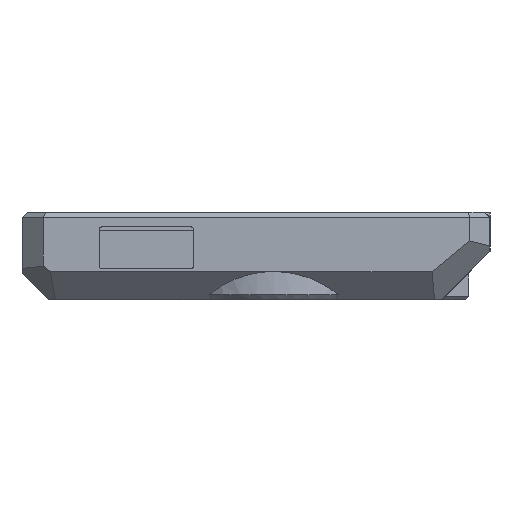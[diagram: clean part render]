
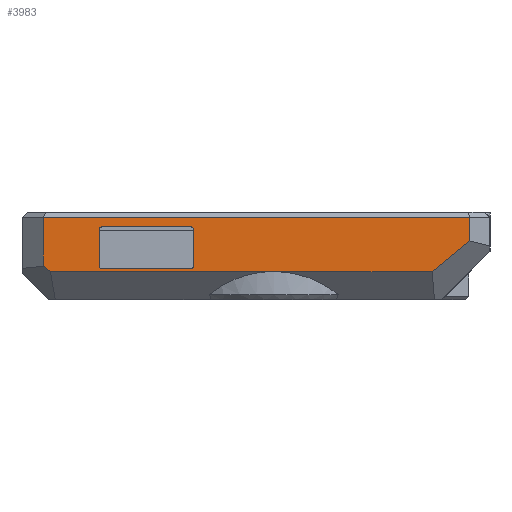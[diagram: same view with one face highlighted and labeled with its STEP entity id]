
A CAD part, left-side view. The second image highlights one B-rep face of the part: STEP entity #3983.
In plain terms, the highlighted planar face has unit normal (-1, 0, 0).
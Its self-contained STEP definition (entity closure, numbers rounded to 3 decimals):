
#58=CIRCLE('',#4203,0.41);
#59=CIRCLE('',#4204,0.41);
#60=CIRCLE('',#4205,0.41);
#61=CIRCLE('',#4206,0.41);
#87=FACE_BOUND('',#560,.T.);
#142=PLANE('',#4202);
#338=FACE_OUTER_BOUND('',#559,.T.);
#559=EDGE_LOOP('',(#3246,#3247,#3248,#3249,#3250,#3251,#3252));
#560=EDGE_LOOP('',(#3253,#3254,#3255,#3256,#3257,#3258,#3259,#3260));
#860=LINE('',#6120,#1345);
#888=LINE('',#6185,#1373);
#923=LINE('',#6375,#1408);
#939=LINE('',#6410,#1424);
#941=LINE('',#6413,#1426);
#952=LINE('',#6435,#1437);
#953=LINE('',#6437,#1438);
#954=LINE('',#6440,#1439);
#955=LINE('',#6444,#1440);
#956=LINE('',#6448,#1441);
#957=LINE('',#6452,#1442);
#1345=VECTOR('',#4606,10.);
#1373=VECTOR('',#4644,10.);
#1408=VECTOR('',#4691,10.);
#1424=VECTOR('',#4723,10.);
#1426=VECTOR('',#4727,10.);
#1437=VECTOR('',#4752,10.);
#1438=VECTOR('',#4755,10.);
#1439=VECTOR('',#4756,10.);
#1440=VECTOR('',#4759,10.);
#1441=VECTOR('',#4762,10.);
#1442=VECTOR('',#4765,10.);
#1907=VERTEX_POINT('',#6115);
#1908=VERTEX_POINT('',#6119);
#1930=VERTEX_POINT('',#6181);
#1931=VERTEX_POINT('',#6183);
#1960=VERTEX_POINT('',#6369);
#1961=VERTEX_POINT('',#6373);
#1972=VERTEX_POINT('',#6409);
#1977=VERTEX_POINT('',#6438);
#1978=VERTEX_POINT('',#6439);
#1979=VERTEX_POINT('',#6441);
#1980=VERTEX_POINT('',#6443);
#1981=VERTEX_POINT('',#6445);
#1982=VERTEX_POINT('',#6447);
#1983=VERTEX_POINT('',#6449);
#1984=VERTEX_POINT('',#6451);
#2342=EDGE_CURVE('',#1907,#1908,#860,.T.);
#2372=EDGE_CURVE('',#1930,#1931,#888,.T.);
#2411=EDGE_CURVE('',#1961,#1960,#923,.T.);
#2428=EDGE_CURVE('',#1972,#1908,#939,.T.);
#2430=EDGE_CURVE('',#1930,#1907,#941,.T.);
#2441=EDGE_CURVE('',#1972,#1961,#952,.T.);
#2442=EDGE_CURVE('',#1960,#1931,#953,.T.);
#2443=EDGE_CURVE('',#1977,#1978,#954,.T.);
#2444=EDGE_CURVE('',#1979,#1978,#58,.T.);
#2445=EDGE_CURVE('',#1979,#1980,#955,.T.);
#2446=EDGE_CURVE('',#1981,#1980,#59,.T.);
#2447=EDGE_CURVE('',#1981,#1982,#956,.T.);
#2448=EDGE_CURVE('',#1983,#1982,#60,.T.);
#2449=EDGE_CURVE('',#1983,#1984,#957,.T.);
#2450=EDGE_CURVE('',#1977,#1984,#61,.T.);
#3246=ORIENTED_EDGE('',*,*,#2372,.T.);
#3247=ORIENTED_EDGE('',*,*,#2442,.F.);
#3248=ORIENTED_EDGE('',*,*,#2411,.F.);
#3249=ORIENTED_EDGE('',*,*,#2441,.F.);
#3250=ORIENTED_EDGE('',*,*,#2428,.T.);
#3251=ORIENTED_EDGE('',*,*,#2342,.F.);
#3252=ORIENTED_EDGE('',*,*,#2430,.F.);
#3253=ORIENTED_EDGE('',*,*,#2443,.T.);
#3254=ORIENTED_EDGE('',*,*,#2444,.F.);
#3255=ORIENTED_EDGE('',*,*,#2445,.T.);
#3256=ORIENTED_EDGE('',*,*,#2446,.F.);
#3257=ORIENTED_EDGE('',*,*,#2447,.T.);
#3258=ORIENTED_EDGE('',*,*,#2448,.F.);
#3259=ORIENTED_EDGE('',*,*,#2449,.T.);
#3260=ORIENTED_EDGE('',*,*,#2450,.F.);
#3983=ADVANCED_FACE('',(#338,#87),#142,.T.);
#4202=AXIS2_PLACEMENT_3D('',#6436,#4753,#4754);
#4203=AXIS2_PLACEMENT_3D('',#6442,#4757,#4758);
#4204=AXIS2_PLACEMENT_3D('',#6446,#4760,#4761);
#4205=AXIS2_PLACEMENT_3D('',#6450,#4763,#4764);
#4206=AXIS2_PLACEMENT_3D('',#6453,#4766,#4767);
#4606=DIRECTION('',(0.,1.,0.));
#4644=DIRECTION('',(0.,-0.775,0.632));
#4691=DIRECTION('',(0.,-1.,0.));
#4723=DIRECTION('',(0.,-0.794,-0.607));
#4727=DIRECTION('',(0.,1.,0.));
#4752=DIRECTION('',(0.,0.,1.));
#4753=DIRECTION('center_axis',(-1.,0.,0.));
#4754=DIRECTION('ref_axis',(0.,-1.,0.));
#4755=DIRECTION('',(0.,0.,-1.));
#4756=DIRECTION('',(0.,0.,-1.));
#4757=DIRECTION('center_axis',(-1.,0.,0.));
#4758=DIRECTION('ref_axis',(0.,-0.707,-0.707));
#4759=DIRECTION('',(0.,1.,0.));
#4760=DIRECTION('center_axis',(-1.,0.,0.));
#4761=DIRECTION('ref_axis',(0.,0.707,-0.707));
#4762=DIRECTION('',(0.,0.,1.));
#4763=DIRECTION('center_axis',(-1.,0.,0.));
#4764=DIRECTION('ref_axis',(0.,0.707,0.707));
#4765=DIRECTION('',(0.,-1.,0.));
#4766=DIRECTION('center_axis',(-1.,0.,0.));
#4767=DIRECTION('ref_axis',(0.,-0.707,0.707));
#6115=CARTESIAN_POINT('',(-70.5,-4.15,4.));
#6119=CARTESIAN_POINT('',(-70.5,27.35,4.));
#6120=CARTESIAN_POINT('',(-70.5,14.85,4.));
#6181=CARTESIAN_POINT('',(-70.5,-26.494,4.));
#6183=CARTESIAN_POINT('',(-70.5,-31.822,8.35));
#6185=CARTESIAN_POINT('',(-70.5,-9.76,-9.663));
#6369=CARTESIAN_POINT('',(-70.5,-31.822,11.65));
#6373=CARTESIAN_POINT('',(-70.5,28.35,11.65));
#6375=CARTESIAN_POINT('',(-70.5,14.85,11.65));
#6409=CARTESIAN_POINT('',(-70.5,28.35,4.765));
#6410=CARTESIAN_POINT('',(-70.5,28.086,4.562));
#6413=CARTESIAN_POINT('',(-70.5,14.85,4.));
#6435=CARTESIAN_POINT('',(-70.5,28.35,0.));
#6436=CARTESIAN_POINT('Origin',(-70.5,31.35,0.));
#6437=CARTESIAN_POINT('',(-70.5,-31.822,0.));
#6438=CARTESIAN_POINT('',(-70.5,7.166,9.89));
#6439=CARTESIAN_POINT('',(-70.5,7.166,4.79));
#6440=CARTESIAN_POINT('',(-70.5,7.166,5.15));
#6441=CARTESIAN_POINT('',(-70.5,7.576,4.38));
#6442=CARTESIAN_POINT('Origin',(-70.5,7.576,4.79));
#6443=CARTESIAN_POINT('',(-70.5,20.056,4.38));
#6444=CARTESIAN_POINT('',(-70.5,19.258,4.38));
#6445=CARTESIAN_POINT('',(-70.5,20.466,4.79));
#6446=CARTESIAN_POINT('Origin',(-70.5,20.056,4.79));
#6447=CARTESIAN_POINT('',(-70.5,20.466,9.89));
#6448=CARTESIAN_POINT('',(-70.5,20.466,2.19));
#6449=CARTESIAN_POINT('',(-70.5,20.056,10.3));
#6450=CARTESIAN_POINT('Origin',(-70.5,20.056,9.89));
#6451=CARTESIAN_POINT('',(-70.5,7.576,10.3));
#6452=CARTESIAN_POINT('',(-70.5,25.908,10.3));
#6453=CARTESIAN_POINT('Origin',(-70.5,7.576,9.89));
